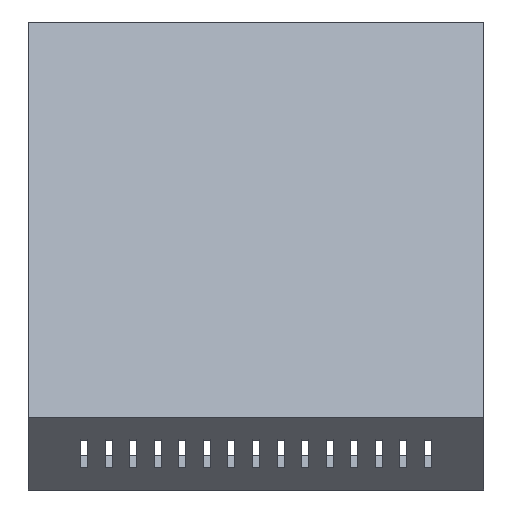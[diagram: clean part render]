
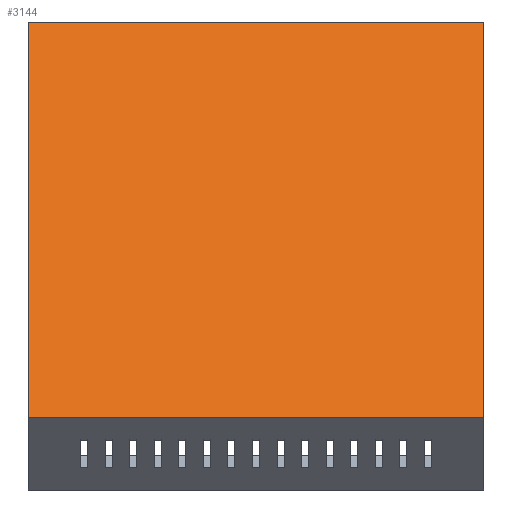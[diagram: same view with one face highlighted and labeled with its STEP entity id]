
A CAD part, top view. The second image highlights one B-rep face of the part: STEP entity #3144.
In plain terms, the highlighted planar face has unit normal (0, 0.707, 0.707).
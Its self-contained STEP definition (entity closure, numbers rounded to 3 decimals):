
#247=FACE_OUTER_BOUND('',#461,.T.);
#461=EDGE_LOOP('',(#2852,#2853,#2854,#2855));
#871=LINE('',#4887,#1287);
#874=LINE('',#4892,#1290);
#876=LINE('',#4897,#1292);
#877=LINE('',#4899,#1293);
#1287=VECTOR('',#4023,10.);
#1290=VECTOR('',#4028,10.);
#1292=VECTOR('',#4034,10.);
#1293=VECTOR('',#4037,10.);
#1574=VERTEX_POINT('',#4884);
#1575=VERTEX_POINT('',#4886);
#1576=VERTEX_POINT('',#4890);
#1577=VERTEX_POINT('',#4895);
#1997=EDGE_CURVE('',#1574,#1575,#871,.T.);
#2000=EDGE_CURVE('',#1576,#1574,#874,.T.);
#2002=EDGE_CURVE('',#1577,#1576,#876,.T.);
#2003=EDGE_CURVE('',#1577,#1575,#877,.T.);
#2852=ORIENTED_EDGE('',*,*,#2003,.T.);
#2853=ORIENTED_EDGE('',*,*,#1997,.F.);
#2854=ORIENTED_EDGE('',*,*,#2000,.F.);
#2855=ORIENTED_EDGE('',*,*,#2002,.F.);
#2997=PLANE('',#3304);
#3144=ADVANCED_FACE('',(#247),#2997,.T.);
#3304=AXIS2_PLACEMENT_3D('',#4900,#4038,#4039);
#4023=DIRECTION('',(0.,-0.707,0.707));
#4028=DIRECTION('',(1.,0.,0.));
#4034=DIRECTION('',(0.,0.707,-0.707));
#4037=DIRECTION('',(1.,0.,0.));
#4038=DIRECTION('center_axis',(0.,0.707,0.707));
#4039=DIRECTION('ref_axis',(0.,-0.707,0.707));
#4884=CARTESIAN_POINT('',(32.5,70.711,22.574));
#4886=CARTESIAN_POINT('',(32.5,14.142,79.142));
#4887=CARTESIAN_POINT('',(32.5,14.142,79.142));
#4890=CARTESIAN_POINT('',(-32.5,70.711,22.574));
#4892=CARTESIAN_POINT('',(0.,70.711,22.574));
#4895=CARTESIAN_POINT('',(-32.5,14.142,79.142));
#4897=CARTESIAN_POINT('',(-32.5,14.142,79.142));
#4899=CARTESIAN_POINT('',(0.,14.142,79.142));
#4900=CARTESIAN_POINT('Origin',(0.,70.711,22.574));
